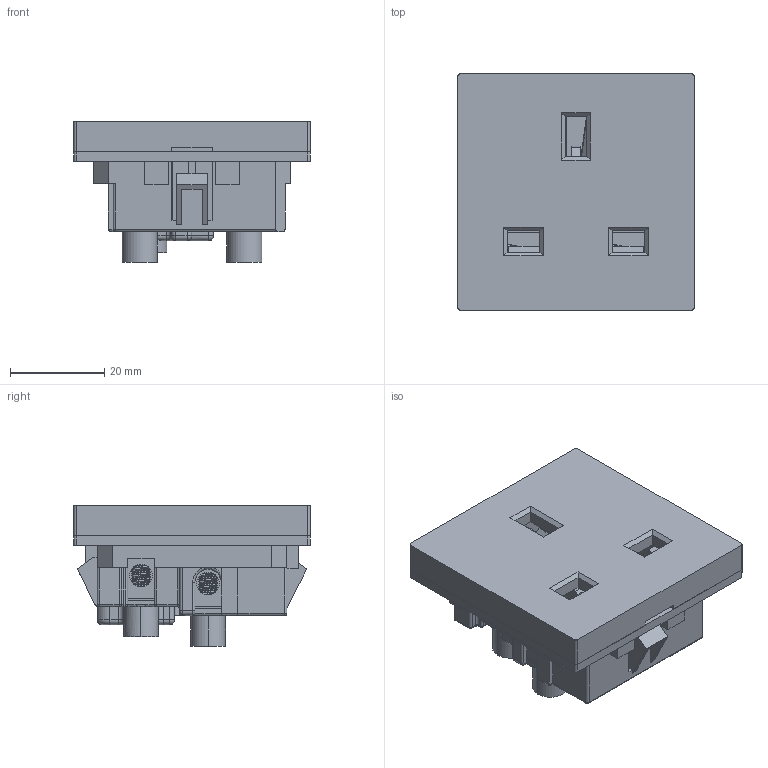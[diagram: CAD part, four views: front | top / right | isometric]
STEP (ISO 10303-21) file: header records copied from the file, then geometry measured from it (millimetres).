
FILE_DESCRIPTION (( 'STEP AP214' ), '1' );
FILE_NAME ('741wc01.STEP', '2018-02-26T02:35:02', ( '' ), ( '' ), 'SwSTEP 2.0', 'SolidWorks 2016', '' );
FILE_SCHEMA (( 'AUTOMOTIVE_DESIGN' ));
Length unit declared in the file: millimetre
Products named in the file (1): 741wc01
Bounding box: 50 x 50 x 29.8 mm (x, y, z)
Volume: 22115.4 mm3; surface area: 32777.3 mm2
Topology: 12 solids, 12 shells, 1129 faces, 3097 edges, 1996 vertices
Faces by surface type: plane 701, cylinder 354, torus 32, cone 22, sphere 10, bspline 10
Entity records: 55115 total; most frequent: CARTESIAN_POINT 14403, ORIENTED_EDGE 6172, DIRECTION 5520, EDGE_CURVE 3086, VECTOR 2184, LINE 2184, VERTEX_POINT 1996, AXIS2_PLACEMENT_3D 1668
